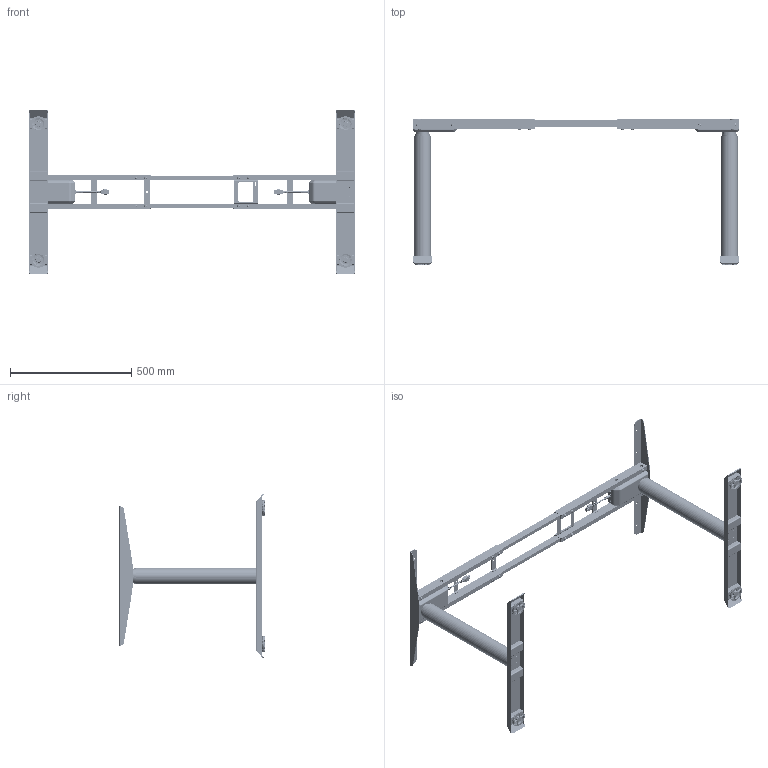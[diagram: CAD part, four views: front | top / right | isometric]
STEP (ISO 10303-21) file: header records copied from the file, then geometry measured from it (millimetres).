
FILE_DESCRIPTION(/* description */ (''),/* implementation_level */ '2;1');
FILE_NAME(/* name */ 'DS2.441.3.stp',/* time_stamp */ '2021-03-07T08:08:29+01:00',/* author */ (''),/* organization */ (''),/* preprocessor_version */ 'ST-DEVELOPER v16.7',/* originating_system */ 'SIEMENS PLM Software NX 12.0',/* authorisation */ '');
FILE_SCHEMA (('AUTOMOTIVE_DESIGN { 1 0 10303 214 3 1 1 1 }'));
Length unit declared in the file: millimetre
Products named in the file (10): DS2.371.3P01.2; DS2.371.3P01.1; DS2.371.3P01.3; DD441.3P02; DD441.3P01; DD441.3P03; DS2.441.3P01; DS2.371.3P01_NX-ARRAGMNTArrangement 1; DD441.3_NX-ARRAGMNTArrangement 1; DS2.441.3
Assembly tree (11 placements, depth 3):
  DS2.441.3
    DS2.441.3P01  x2
    DD441.3_NX-ARRAGMNTArrangement 1  x2
      DD441.3P03
      DD441.3P01
      DD441.3P02
    DS2.371.3P01_NX-ARRAGMNTArrangement 1
      DS2.371.3P01.3
      DS2.371.3P01.1
      DS2.371.3P01.2
Bounding box: 1350 x 600 x 679.7 mm (x, y, z)
Volume: 3240917.5 mm3; surface area: 2946344 mm2
Topology: 82 solids, 92 shells, 10559 faces, 26644 edges, 16605 vertices
Faces by surface type: plane 6416, cylinder 2135, cone 1056, bspline 706, torus 222, revolution 20, extrusion 4
Full cylindrical faces by diameter (mm): 4.2 x4, 4.8 x12, 5 x36, 5.6 x6, 5.8 x6, 6 x20, 6.5 x32, 7 x20, 7.5 x10, 8 x8, 8.2 x11, 11 x4, 13 x20, 14 x10, 16 x10, 16.2 x8, 26 x2, 30 x2, 34 x2, 53 x2, 57 x2, 57.4 x2, 59.5 x4, 59.6 x2, 61.5 x2, 63.5 x4, 63.9 x2, 65.8 x2, 66 x4, 66.1 x2
Entity records: 215052 total; most frequent: CARTESIAN_POINT 51195, DIRECTION 33965, ORIENTED_EDGE 33558, EDGE_CURVE 16779, AXIS2_PLACEMENT_3D 12034, VERTEX_POINT 10440, VECTOR 9877, LINE 9875
